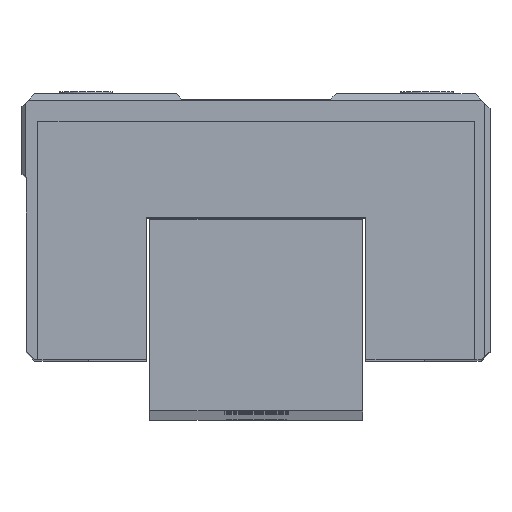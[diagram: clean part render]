
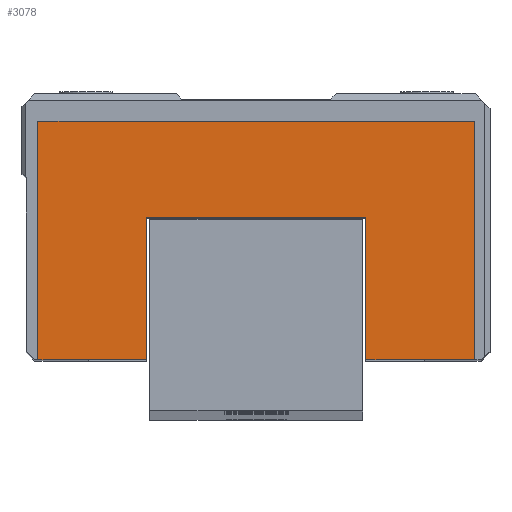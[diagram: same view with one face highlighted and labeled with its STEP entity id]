
A CAD part, top view. The second image highlights one B-rep face of the part: STEP entity #3078.
In plain terms, the highlighted planar face has unit normal (0, 0, 1).
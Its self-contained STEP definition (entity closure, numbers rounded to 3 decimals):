
#1868=DIRECTION('',(0.,-1.,0.));
#1869=VECTOR('',#1868,22.4);
#1870=CARTESIAN_POINT('',(-20.5,12.9,41.2));
#1871=LINE('',#1870,#1869);
#1872=DIRECTION('',(-1.,0.,0.));
#1873=VECTOR('',#1872,41.);
#1874=CARTESIAN_POINT('',(20.5,12.9,41.2));
#1875=LINE('',#1874,#1873);
#1876=DIRECTION('',(0.,1.,0.));
#1877=VECTOR('',#1876,22.4);
#1878=CARTESIAN_POINT('',(20.5,-9.5,41.2));
#1879=LINE('',#1878,#1877);
#1880=DIRECTION('',(1.,0.,0.));
#1881=VECTOR('',#1880,10.2);
#1882=CARTESIAN_POINT('',(10.3,-9.5,41.2));
#1883=LINE('',#1882,#1881);
#1884=DIRECTION('',(0.,-1.,0.));
#1885=VECTOR('',#1884,13.4);
#1886=CARTESIAN_POINT('',(10.3,3.9,41.2));
#1887=LINE('',#1886,#1885);
#1888=DIRECTION('',(1.,0.,0.));
#1889=VECTOR('',#1888,20.6);
#1890=CARTESIAN_POINT('',(-10.3,3.9,41.2));
#1891=LINE('',#1890,#1889);
#1892=DIRECTION('',(0.,1.,0.));
#1893=VECTOR('',#1892,13.4);
#1894=CARTESIAN_POINT('',(-10.3,-9.5,41.2));
#1895=LINE('',#1894,#1893);
#1896=DIRECTION('',(1.,0.,0.));
#1897=VECTOR('',#1896,10.2);
#1898=CARTESIAN_POINT('',(-20.5,-9.5,41.2));
#1899=LINE('',#1898,#1897);
#2504=CARTESIAN_POINT('',(-20.5,12.9,41.2));
#2505=CARTESIAN_POINT('',(-20.5,-9.5,41.2));
#2506=VERTEX_POINT('',#2504);
#2507=VERTEX_POINT('',#2505);
#2508=CARTESIAN_POINT('',(-10.3,-9.5,41.2));
#2509=VERTEX_POINT('',#2508);
#2510=CARTESIAN_POINT('',(-10.3,3.9,41.2));
#2511=VERTEX_POINT('',#2510);
#2512=CARTESIAN_POINT('',(10.3,3.9,41.2));
#2513=CARTESIAN_POINT('',(10.3,-9.5,41.2));
#2514=VERTEX_POINT('',#2512);
#2515=VERTEX_POINT('',#2513);
#2516=CARTESIAN_POINT('',(20.5,-9.5,41.2));
#2517=VERTEX_POINT('',#2516);
#2518=CARTESIAN_POINT('',(20.5,12.9,41.2));
#2519=VERTEX_POINT('',#2518);
#3059=CARTESIAN_POINT('',(0.,0.,41.2));
#3060=DIRECTION('',(0.,0.,1.));
#3061=DIRECTION('',(1.,0.,0.));
#3062=AXIS2_PLACEMENT_3D('',#3059,#3060,#3061);
#3063=PLANE('',#3062);
#3065=ORIENTED_EDGE('',*,*,#3064,.F.);
#3067=ORIENTED_EDGE('',*,*,#3066,.F.);
#3069=ORIENTED_EDGE('',*,*,#3068,.F.);
#3070=ORIENTED_EDGE('',*,*,#3036,.F.);
#3071=ORIENTED_EDGE('',*,*,#2975,.F.);
#3073=ORIENTED_EDGE('',*,*,#3072,.F.);
#3074=ORIENTED_EDGE('',*,*,#2934,.F.);
#3075=ORIENTED_EDGE('',*,*,#2774,.F.);
#3076=EDGE_LOOP('',(#3065,#3067,#3069,#3070,#3071,#3073,#3074,#3075));
#3077=FACE_OUTER_BOUND('',#3076,.F.);
#3078=ADVANCED_FACE('',(#3077),#3063,.T.);
#2774=EDGE_CURVE('',#2507,#2509,#1899,.T.);
#2934=EDGE_CURVE('',#2509,#2511,#1895,.T.);
#2975=EDGE_CURVE('',#2514,#2515,#1887,.T.);
#3036=EDGE_CURVE('',#2515,#2517,#1883,.T.);
#3064=EDGE_CURVE('',#2506,#2507,#1871,.T.);
#3066=EDGE_CURVE('',#2519,#2506,#1875,.T.);
#3068=EDGE_CURVE('',#2517,#2519,#1879,.T.);
#3072=EDGE_CURVE('',#2511,#2514,#1891,.T.);
